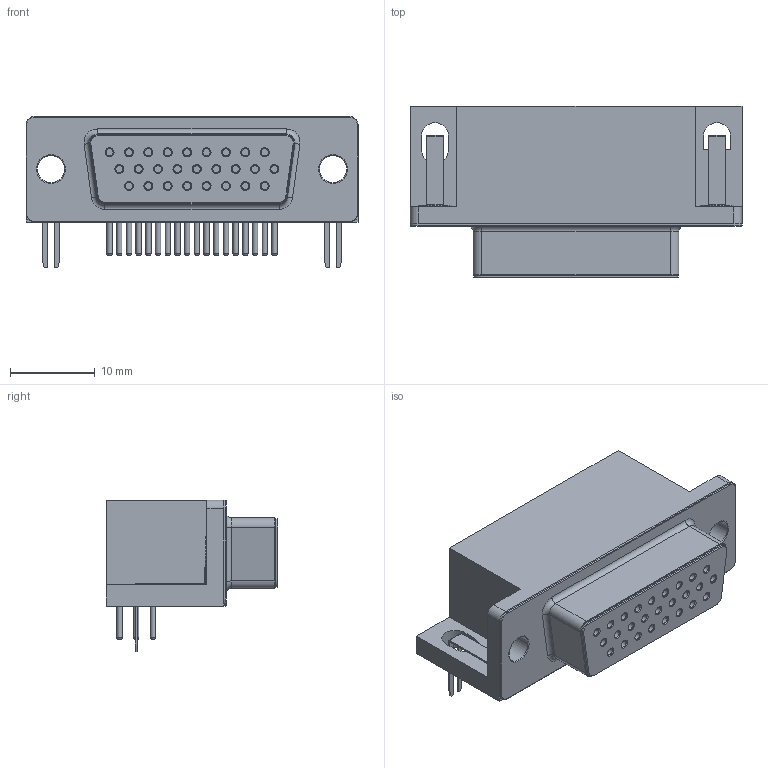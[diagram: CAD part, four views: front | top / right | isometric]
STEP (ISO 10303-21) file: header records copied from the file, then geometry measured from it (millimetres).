
FILE_DESCRIPTION(/* description */ ('model of DSUB-26-HD_Female_Horizontal_P2.29x1.98mm_EdgePinOffset8.35mm_Housed_MountingHolesOffset10.89mm'),/* implementation_level */ '2;1');
FILE_NAME(/* name */ 'DSUB-26-HD_Female_Horizontal_P2.29x1.98mm_EdgePinOffset8.35mm_Housed_MountingHolesOffset10.89mm.step',/* time_stamp */ '2020-01-10T18:08:11',/* author */ ('kicad StepUp','ksu'),/* organization */ ('FreeCAD'),/* preprocessor_version */ 'OCC',/* originating_system */ 'kicad StepUp',/* authorisation */ '');
FILE_SCHEMA(('AUTOMOTIVE_DESIGN { 1 0 10303 214 1 1 1 1 }'));
Length unit declared in the file: millimetre
Products named in the file (1): DSUB-26-HD_Female_Horizontal_P2.29x1.98mm_EdgePinOffset8.35mm_Housed_
MountingHolesOffset10.89mm
Bounding box: 39.2 x 20.29 x 17.9 mm (x, y, z)
Volume: 6725.5 mm3; surface area: 3614.5 mm2
Topology: 1 solids, 2 shells, 290 faces, 604 edges, 370 vertices
Faces by surface type: plane 129, cylinder 87, torus 36, cone 34, revolution 4
Full cylindrical faces by diameter (mm): 0.64 x26, 0.853 x26, 3.2 x2, 4 x2
Entity records: 10079 total; most frequent: CARTESIAN_POINT 1606, DIRECTION 1456, ORIENTED_EDGE 1208, EDGE_CURVE 604, AXIS2_PLACEMENT_3D 567, VERTEX_POINT 370, FACE_BOUND 354, EDGE_LOOP 354
